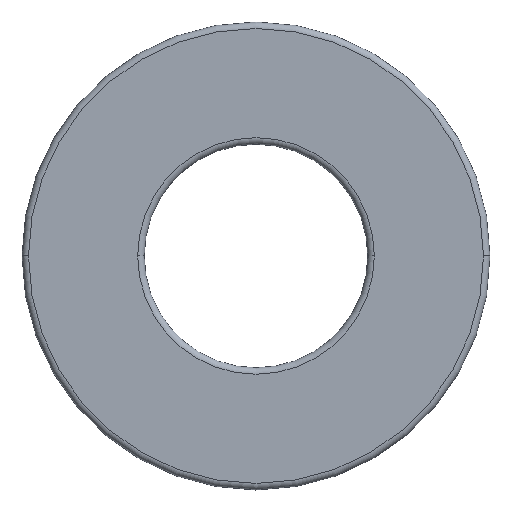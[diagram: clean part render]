
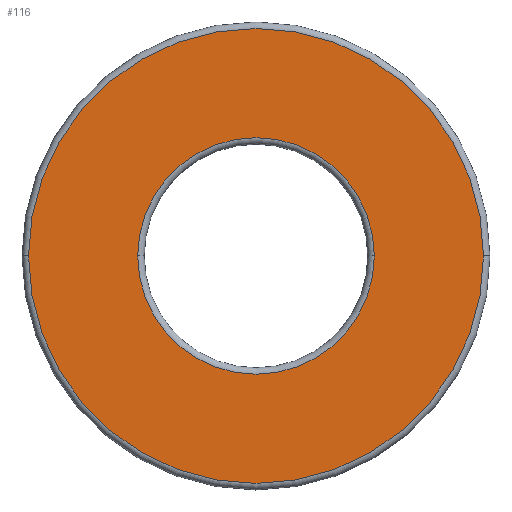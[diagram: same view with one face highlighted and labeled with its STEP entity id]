
A CAD part, top view. The second image highlights one B-rep face of the part: STEP entity #116.
In plain terms, the highlighted planar face has unit normal (0, 0, 1).
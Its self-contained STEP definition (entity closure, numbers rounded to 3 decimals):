
#5 = AXIS2_PLACEMENT_3D ( 'NONE', #327, #439, #12 ) ;
#9 = VERTEX_POINT ( 'NONE', #317 ) ;
#12 = DIRECTION ( 'NONE',  ( 1., 0., 0. ) ) ;
#16 = CARTESIAN_POINT ( 'NONE',  ( -2.275, 0., 0.4 ) ) ;
#22 = DIRECTION ( 'NONE',  ( 1., 0., 0. ) ) ;
#52 = VERTEX_POINT ( 'NONE', #229 ) ;
#53 = FACE_BOUND ( 'NONE', #450, .T. ) ;
#78 = CIRCLE ( 'NONE', #336, 2.275 ) ;
#83 = EDGE_LOOP ( 'NONE', ( #124, #246 ) ) ;
#91 = DIRECTION ( 'NONE',  ( 0., 0., 1. ) ) ;
#95 = DIRECTION ( 'NONE',  ( 1., 0., 0. ) ) ;
#116 = ADVANCED_FACE ( 'NONE', ( #53, #127 ), #305, .T. ) ;
#124 = ORIENTED_EDGE ( 'NONE', *, *, #292, .T. ) ;
#127 = FACE_OUTER_BOUND ( 'NONE', #83, .T. ) ;
#143 = CARTESIAN_POINT ( 'NONE',  ( 0., 0., 0.4 ) ) ;
#162 = CARTESIAN_POINT ( 'NONE',  ( 0., 0., 0.4 ) ) ;
#163 = DIRECTION ( 'NONE',  ( 0., 0., 1. ) ) ;
#177 = AXIS2_PLACEMENT_3D ( 'NONE', #162, #91, #95 ) ;
#184 = ORIENTED_EDGE ( 'NONE', *, *, #223, .T. ) ;
#191 = CARTESIAN_POINT ( 'NONE',  ( 4.375, 0., 0.4 ) ) ;
#223 = EDGE_CURVE ( 'NONE', #243, #9, #414, .T. ) ;
#225 = CIRCLE ( 'NONE', #177, 4.375 ) ;
#229 = CARTESIAN_POINT ( 'NONE',  ( -4.375, 0., 0.4 ) ) ;
#243 = VERTEX_POINT ( 'NONE', #16 ) ;
#246 = ORIENTED_EDGE ( 'NONE', *, *, #427, .T. ) ;
#253 = DIRECTION ( 'NONE',  ( 1., 0., 0. ) ) ;
#255 = DIRECTION ( 'NONE',  ( 0., 0., -1. ) ) ;
#274 = AXIS2_PLACEMENT_3D ( 'NONE', #364, #442, #253 ) ;
#292 = EDGE_CURVE ( 'NONE', #356, #52, #421, .T. ) ;
#298 = EDGE_CURVE ( 'NONE', #9, #243, #78, .T. ) ;
#305 = PLANE ( 'NONE',  #428 ) ;
#317 = CARTESIAN_POINT ( 'NONE',  ( 2.275, 0., 0.4 ) ) ;
#327 = CARTESIAN_POINT ( 'NONE',  ( 0., 0., 0.4 ) ) ;
#331 = ORIENTED_EDGE ( 'NONE', *, *, #298, .T. ) ;
#336 = AXIS2_PLACEMENT_3D ( 'NONE', #143, #255, #358 ) ;
#356 = VERTEX_POINT ( 'NONE', #191 ) ;
#358 = DIRECTION ( 'NONE',  ( 1., 0., 0. ) ) ;
#364 = CARTESIAN_POINT ( 'NONE',  ( 0., 0., 0.4 ) ) ;
#414 = CIRCLE ( 'NONE', #5, 2.275 ) ;
#421 = CIRCLE ( 'NONE', #274, 4.375 ) ;
#427 = EDGE_CURVE ( 'NONE', #52, #356, #225, .T. ) ;
#428 = AXIS2_PLACEMENT_3D ( 'NONE', #445, #163, #22 ) ;
#439 = DIRECTION ( 'NONE',  ( 0., 0., -1. ) ) ;
#442 = DIRECTION ( 'NONE',  ( 0., 0., 1. ) ) ;
#445 = CARTESIAN_POINT ( 'NONE',  ( 0., 0., 0.4 ) ) ;
#450 = EDGE_LOOP ( 'NONE', ( #331, #184 ) ) ;
